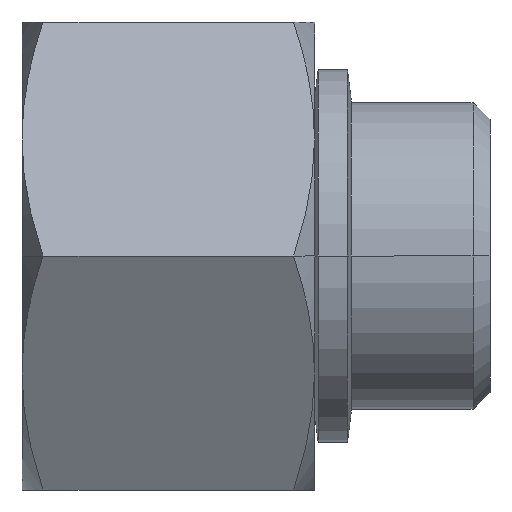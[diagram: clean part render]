
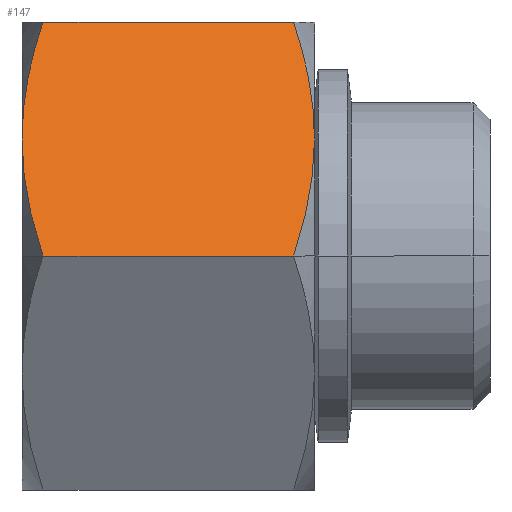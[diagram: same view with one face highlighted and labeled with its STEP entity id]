
A CAD part, left-side view. The second image highlights one B-rep face of the part: STEP entity #147.
In plain terms, the highlighted planar face has unit normal (-0.866, 0, 0.5).
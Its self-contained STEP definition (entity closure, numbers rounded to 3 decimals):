
#147=ADVANCED_FACE('',(#330),#331,.T.);
#330=FACE_OUTER_BOUND('',#549,.T.);
#331=PLANE('',#550);
#549=EDGE_LOOP('',(#892,#893,#894,#895,#896,#897));
#550=AXIS2_PLACEMENT_3D('',#898,#899,#900);
#892=ORIENTED_EDGE('',*,*,#1350,.T.);
#893=ORIENTED_EDGE('',*,*,#1353,.T.);
#894=ORIENTED_EDGE('',*,*,#1367,.F.);
#895=ORIENTED_EDGE('',*,*,#1332,.F.);
#896=ORIENTED_EDGE('',*,*,#1330,.F.);
#897=ORIENTED_EDGE('',*,*,#1365,.T.);
#898=CARTESIAN_POINT('',(-18.475,0.0,0.0));
#899=DIRECTION('',(-0.866,0.0,0.5));
#900=DIRECTION('',(0.0,1.0,0.0));
#1330=EDGE_CURVE('',#1597,#1573,#1599,.T.);
#1332=EDGE_CURVE('',#1573,#1566,#1601,.T.);
#1350=EDGE_CURVE('',#1626,#1624,#1627,.T.);
#1353=EDGE_CURVE('',#1624,#1560,#1630,.T.);
#1365=EDGE_CURVE('',#1597,#1626,#1642,.T.);
#1367=EDGE_CURVE('',#1566,#1560,#1644,.T.);
#1560=VERTEX_POINT('',#1919);
#1566=VERTEX_POINT('',#1935);
#1573=VERTEX_POINT('',#1952);
#1597=VERTEX_POINT('',#2030);
#1599=(B_SPLINE_CURVE(2,(#2042,#2043,#2044),.UNSPECIFIED.,.F.,.F.)B_SPLINE_CURVE_WITH_KNOTS((3,3),(3.423,5.411),.UNSPECIFIED.)RATIONAL_B_SPLINE_CURVE((1.983,2.137,2.137))BOUNDED_CURVE()REPRESENTATION_ITEM('')GEOMETRIC_REPRESENTATION_ITEM()CURVE());
#1601=(B_SPLINE_CURVE(2,(#2053,#2054,#2055),.UNSPECIFIED.,.F.,.F.)B_SPLINE_CURVE_WITH_KNOTS((3,3),(5.411,7.399),.UNSPECIFIED.)RATIONAL_B_SPLINE_CURVE((2.137,2.137,1.983))BOUNDED_CURVE()REPRESENTATION_ITEM('')GEOMETRIC_REPRESENTATION_ITEM()CURVE());
#1624=VERTEX_POINT('',#2140);
#1626=VERTEX_POINT('',#2142);
#1627=(B_SPLINE_CURVE(2,(#2144,#2145,#2146),.UNSPECIFIED.,.F.,.F.)B_SPLINE_CURVE_WITH_KNOTS((3,3),(3.423,5.411),.UNSPECIFIED.)RATIONAL_B_SPLINE_CURVE((1.983,2.137,2.137))BOUNDED_CURVE()REPRESENTATION_ITEM('')GEOMETRIC_REPRESENTATION_ITEM()CURVE());
#1630=(B_SPLINE_CURVE(2,(#2165,#2166,#2167),.UNSPECIFIED.,.F.,.F.)B_SPLINE_CURVE_WITH_KNOTS((3,3),(5.411,7.399),.UNSPECIFIED.)RATIONAL_B_SPLINE_CURVE((2.137,2.137,1.983))BOUNDED_CURVE()REPRESENTATION_ITEM('')GEOMETRIC_REPRESENTATION_ITEM()CURVE());
#1642=LINE('',#2204,#2205);
#1644=LINE('',#2207,#2208);
#1919=CARTESIAN_POINT('',(-18.475,18.571,0.0));
#1935=CARTESIAN_POINT('',(-18.475,1.429,0.0));
#1952=CARTESIAN_POINT('',(-13.856,0.0,8.0));
#2030=CARTESIAN_POINT('',(-9.238,1.429,16.0));
#2042=CARTESIAN_POINT('',(-9.238,1.429,16.));
#2043=CARTESIAN_POINT('',(-11.713,0.,11.713));
#2044=CARTESIAN_POINT('',(-13.856,0.,8.));
#2053=CARTESIAN_POINT('',(-13.856,0.,8.));
#2054=CARTESIAN_POINT('',(-16.,0.,4.287));
#2055=CARTESIAN_POINT('',(-18.475,1.429,0.));
#2140=CARTESIAN_POINT('',(-13.856,20.0,8.0));
#2142=CARTESIAN_POINT('',(-9.238,18.571,16.0));
#2144=CARTESIAN_POINT('',(-9.238,18.571,16.));
#2145=CARTESIAN_POINT('',(-11.713,20.,11.713));
#2146=CARTESIAN_POINT('',(-13.856,20.,8.));
#2165=CARTESIAN_POINT('',(-13.856,20.,8.));
#2166=CARTESIAN_POINT('',(-16.,20.,4.287));
#2167=CARTESIAN_POINT('',(-18.475,18.571,0.));
#2204=CARTESIAN_POINT('',(-9.238,1.429,16.0));
#2205=VECTOR('',#2527,17.142);
#2207=CARTESIAN_POINT('',(-18.475,1.429,0.0));
#2208=VECTOR('',#2528,17.142);
#2527=DIRECTION('',(0.0,1.0,0.0));
#2528=DIRECTION('',(0.0,1.0,0.0));
